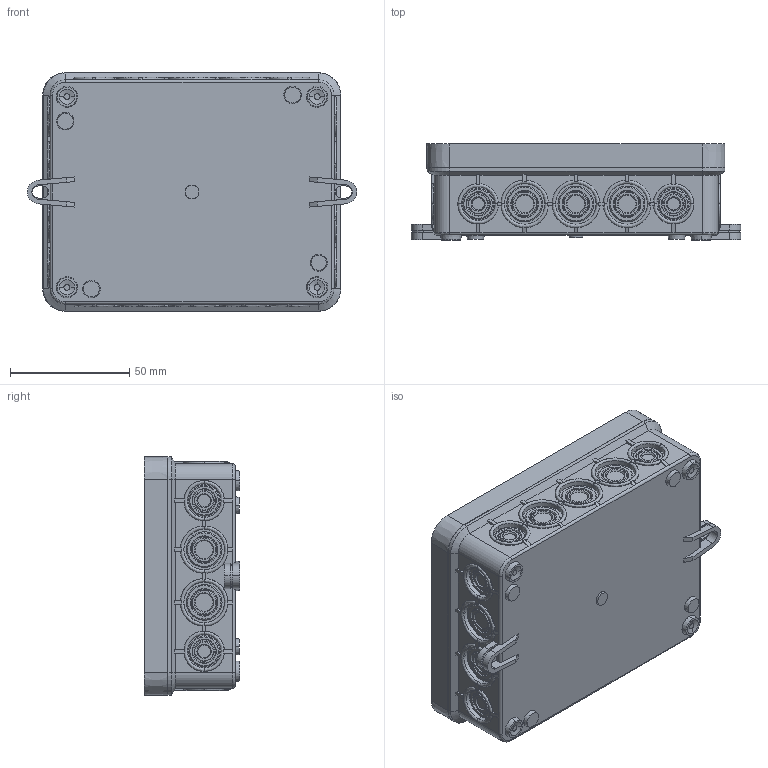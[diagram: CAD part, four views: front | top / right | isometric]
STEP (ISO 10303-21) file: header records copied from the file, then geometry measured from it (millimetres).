
FILE_DESCRIPTION (( 'STEP AP214' ), '1' );
FILE_NAME ('2000410.stp', '2016-11-18T08:28:34', ( '' ), ( '' ), 'SwSTEP 2.0', 'SolidWorks 2016', '' );
FILE_SCHEMA (( 'AUTOMOTIVE_DESIGN' ));
Length unit declared in the file: millimetre
Products named in the file (3): Unterteil; Deckel; 2000410
Assembly tree (2 placements, depth 2):
  2000410
    Deckel
    Unterteil
Bounding box: 138.28 x 40.2 x 100.16 mm (x, y, z)
Volume: 75546.5 mm3; surface area: 95937.9 mm2
Topology: 2 solids, 2 shells, 854 faces, 2170 edges, 1411 vertices
Faces by surface type: plane 397, cone 236, cylinder 157, bspline 64
Entity records: 46958 total; most frequent: CARTESIAN_POINT 25327, ORIENTED_EDGE 4340, DIRECTION 4210, EDGE_CURVE 2170, AXIS2_PLACEMENT_3D 1584, VERTEX_POINT 1411, LINE 1042, VECTOR 1042
